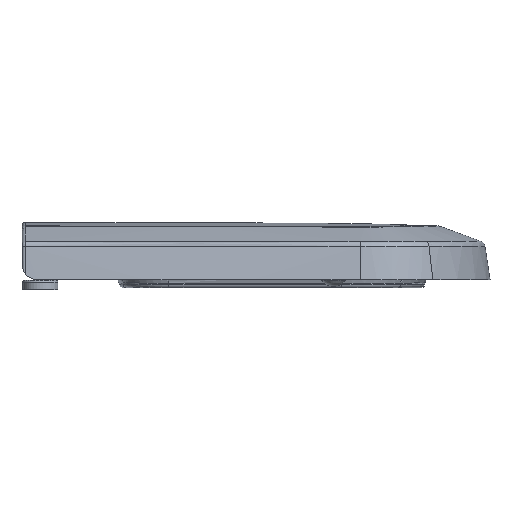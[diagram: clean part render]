
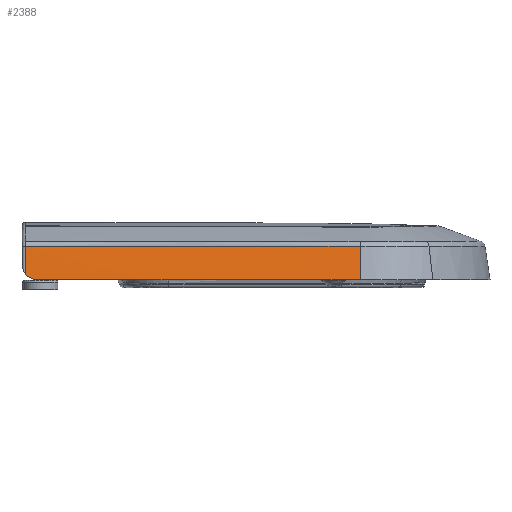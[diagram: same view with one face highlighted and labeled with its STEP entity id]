
A CAD part, left-side view. The second image highlights one B-rep face of the part: STEP entity #2388.
In plain terms, the highlighted conical face has half-angle 8.5 degrees and reference radius 15557.9 mm.
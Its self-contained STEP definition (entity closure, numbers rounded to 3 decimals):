
#84=CONICAL_SURFACE('',#7949,15557.929,8.5);
#1059=B_SPLINE_CURVE_WITH_KNOTS('',3,(#53664,#53665,#53666,#53667,#53668,
#53669,#53670,#53671,#53672,#53673,#53674,#53675,#53676,#53677,#53678,#53679,
#53680,#53681,#53682,#53683,#53684,#53685,#53686,#53687,#53688,#53689),
 .UNSPECIFIED.,.F.,.F.,(4,2,1,1,2,2,1,1,2,2,2,2,2,2,4),(0.,0.001,
0.002,0.004,0.008,0.016,
0.031,0.062,0.125,0.187,
0.25,0.375,0.5,0.75,1.),
 .UNSPECIFIED.);
#1091=B_SPLINE_CURVE_WITH_KNOTS('',3,(#56722,#56723,#56724,#56725),
 .UNSPECIFIED.,.F.,.F.,(4,4),(0.,1.),.UNSPECIFIED.);
#1094=B_SPLINE_CURVE_WITH_KNOTS('',3,(#56824,#56825,#56826,#56827),
 .UNSPECIFIED.,.F.,.F.,(4,4),(0.,1.),.UNSPECIFIED.);
#1314=LINE('',#57268,#1459);
#1459=VECTOR('',#9114,1.);
#1907=FACE_OUTER_BOUND('',#3015,.T.);
#2388=ADVANCED_FACE('',(#1907),#84,.T.);
#3015=EDGE_LOOP('',(#5106,#5107,#5108,#5109,#5110));
#5106=ORIENTED_EDGE('',*,*,#6958,.T.);
#5107=ORIENTED_EDGE('',*,*,#6992,.T.);
#5108=ORIENTED_EDGE('',*,*,#6998,.T.);
#5109=ORIENTED_EDGE('',*,*,#7017,.T.);
#5110=ORIENTED_EDGE('',*,*,#7018,.F.);
#5768=VERTEX_POINT('',#44878);
#5907=VERTEX_POINT('',#53436);
#5916=VERTEX_POINT('',#56721);
#5919=VERTEX_POINT('',#56823);
#5928=VERTEX_POINT('',#57267);
#6958=EDGE_CURVE('',#5907,#5768,#1059,.T.);
#6992=EDGE_CURVE('',#5768,#5916,#1091,.T.);
#6998=EDGE_CURVE('',#5916,#5919,#1094,.T.);
#7017=EDGE_CURVE('',#5919,#5928,#7403,.T.);
#7018=EDGE_CURVE('',#5907,#5928,#1314,.T.);
#7403=CIRCLE('',#7948,15557.929);
#7948=AXIS2_PLACEMENT_3D('',#57266,#9112,#9113);
#7949=AXIS2_PLACEMENT_3D('',#57269,#9115,#9116);
#9112=DIRECTION('',(0.,0.,1.));
#9113=DIRECTION('',(-1.,0.,0.));
#9114=DIRECTION('',(-0.148,-0.002,-0.989));
#9115=DIRECTION('',(0.,0.,-1.));
#9116=DIRECTION('',(-1.,0.,0.));
#44878=CARTESIAN_POINT('',(-187.027,24.901,38.727));
#53436=CARTESIAN_POINT('',(-185.369,-304.231,38.68));
#53664=CARTESIAN_POINT('',(-185.369,-304.231,38.68));
#53665=CARTESIAN_POINT('',(-185.371,-304.124,38.68));
#53666=CARTESIAN_POINT('',(-185.373,-304.017,38.68));
#53667=CARTESIAN_POINT('',(-185.376,-303.803,38.68));
#53668=CARTESIAN_POINT('',(-185.381,-303.482,38.68));
#53669=CARTESIAN_POINT('',(-185.393,-302.732,38.681));
#53670=CARTESIAN_POINT('',(-185.403,-302.089,38.681));
#53671=CARTESIAN_POINT('',(-185.422,-300.803,38.681));
#53672=CARTESIAN_POINT('',(-185.436,-299.946,38.681));
#53673=CARTESIAN_POINT('',(-185.475,-297.375,38.682));
#53674=CARTESIAN_POINT('',(-185.553,-292.233,38.684));
#53675=CARTESIAN_POINT('',(-185.728,-280.234,38.687));
#53676=CARTESIAN_POINT('',(-185.868,-269.949,38.69));
#53677=CARTESIAN_POINT('',(-186.045,-256.236,38.694));
#53678=CARTESIAN_POINT('',(-186.129,-249.379,38.696));
#53679=CARTESIAN_POINT('',(-186.289,-235.666,38.7));
#53680=CARTESIAN_POINT('',(-186.364,-228.809,38.702));
#53681=CARTESIAN_POINT('',(-186.576,-208.239,38.708));
#53682=CARTESIAN_POINT('',(-186.699,-194.525,38.711));
#53683=CARTESIAN_POINT('',(-186.91,-167.098,38.718));
#53684=CARTESIAN_POINT('',(-186.997,-153.384,38.72));
#53685=CARTESIAN_POINT('',(-187.204,-112.242,38.727));
#53686=CARTESIAN_POINT('',(-187.269,-84.814,38.73));
#53687=CARTESIAN_POINT('',(-187.256,-29.956,38.731));
#53688=CARTESIAN_POINT('',(-187.177,-2.527,38.73));
#53689=CARTESIAN_POINT('',(-187.026,24.901,38.726));
#56721=CARTESIAN_POINT('',(-191.04,24.901,11.87));
#56722=CARTESIAN_POINT('',(-187.026,24.901,38.727));
#56723=CARTESIAN_POINT('',(-188.364,24.901,29.774));
#56724=CARTESIAN_POINT('',(-189.702,24.901,20.822));
#56725=CARTESIAN_POINT('',(-191.04,24.901,11.87));
#56823=CARTESIAN_POINT('',(-191.979,13.,6.));
#56824=CARTESIAN_POINT('',(-191.04,24.901,11.87));
#56825=CARTESIAN_POINT('',(-191.601,22.101,8.22));
#56826=CARTESIAN_POINT('',(-191.957,17.634,6.));
#56827=CARTESIAN_POINT('',(-191.979,13.,6.));
#57266=CARTESIAN_POINT('',(15365.774,-61.043,6.));
#57267=CARTESIAN_POINT('',(-190.253,-304.308,6.));
#57268=CARTESIAN_POINT('',(-190.253,-304.308,6.));
#57269=CARTESIAN_POINT('',(15365.774,-61.043,6.));
